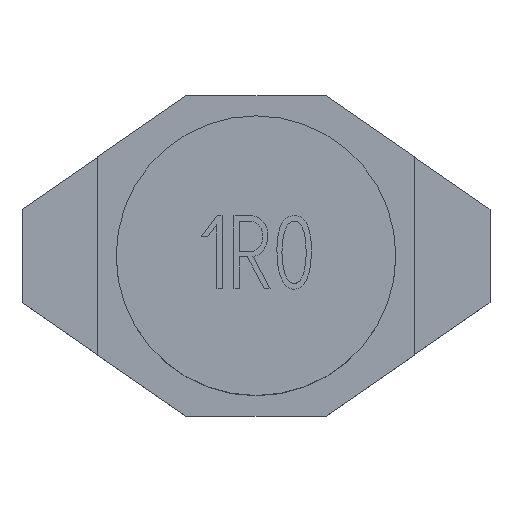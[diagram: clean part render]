
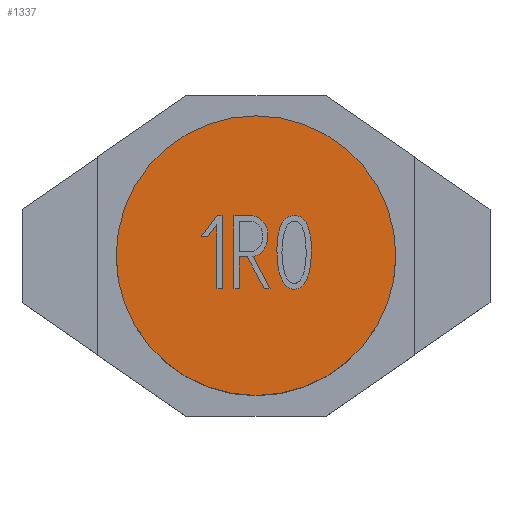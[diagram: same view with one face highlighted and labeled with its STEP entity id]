
A CAD part, top view. The second image highlights one B-rep face of the part: STEP entity #1337.
In plain terms, the highlighted planar face has unit normal (0, 0, 1).
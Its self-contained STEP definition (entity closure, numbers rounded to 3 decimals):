
#38=B_SPLINE_CURVE_WITH_KNOTS('',3,(#4478,#4479,#4480,#4481,#4482,#4483,
#4484,#4485,#4486,#4487,#4488,#4489,#4490,#4491,#4492,#4493,#4494),
 .UNSPECIFIED.,.T.,.F.,(4,3,2,3,2,3,4),(0.,0.127,0.253,
0.373,0.469,0.75,1.),.UNSPECIFIED.);
#42=B_SPLINE_CURVE_WITH_KNOTS('',3,(#4642,#4643,#4644,#4645,#4646,#4647,
#4648,#4649,#4650,#4651,#4652,#4653,#4654,#4655,#4656),.UNSPECIFIED.,.F.,
 .F.,(4,3,3,2,3,4),(0.592,0.655,0.676,
0.768,0.814,0.865),.UNSPECIFIED.);
#54=CIRCLE('',#1403,1.9);
#213=ORIENTED_EDGE('',*,*,#386,.T.);
#214=ORIENTED_EDGE('',*,*,#387,.T.);
#215=ORIENTED_EDGE('',*,*,#388,.T.);
#216=ORIENTED_EDGE('',*,*,#389,.T.);
#217=ORIENTED_EDGE('',*,*,#390,.T.);
#218=ORIENTED_EDGE('',*,*,#391,.T.);
#219=ORIENTED_EDGE('',*,*,#392,.T.);
#220=ORIENTED_EDGE('',*,*,#393,.T.);
#221=ORIENTED_EDGE('',*,*,#394,.F.);
#222=ORIENTED_EDGE('',*,*,#361,.T.);
#223=ORIENTED_EDGE('',*,*,#366,.T.);
#224=ORIENTED_EDGE('',*,*,#370,.T.);
#225=ORIENTED_EDGE('',*,*,#385,.T.);
#226=ORIENTED_EDGE('',*,*,#383,.T.);
#227=ORIENTED_EDGE('',*,*,#381,.T.);
#228=ORIENTED_EDGE('',*,*,#379,.T.);
#229=ORIENTED_EDGE('',*,*,#373,.T.);
#361=EDGE_CURVE('',#465,#465,#38,.T.);
#366=EDGE_CURVE('',#471,#470,#560,.T.);
#370=EDGE_CURVE('',#470,#474,#564,.T.);
#373=EDGE_CURVE('',#476,#471,#567,.T.);
#379=EDGE_CURVE('',#480,#476,#573,.T.);
#381=EDGE_CURVE('',#481,#480,#575,.T.);
#383=EDGE_CURVE('',#482,#481,#577,.T.);
#385=EDGE_CURVE('',#474,#482,#579,.T.);
#386=EDGE_CURVE('',#483,#484,#42,.T.);
#387=EDGE_CURVE('',#484,#485,#580,.T.);
#388=EDGE_CURVE('',#485,#486,#581,.T.);
#389=EDGE_CURVE('',#486,#487,#582,.T.);
#390=EDGE_CURVE('',#487,#488,#583,.T.);
#391=EDGE_CURVE('',#488,#489,#584,.T.);
#392=EDGE_CURVE('',#489,#490,#585,.T.);
#393=EDGE_CURVE('',#490,#483,#586,.T.);
#394=EDGE_CURVE('',#491,#491,#54,.T.);
#465=VERTEX_POINT('',#4495);
#470=VERTEX_POINT('',#4601);
#471=VERTEX_POINT('',#4603);
#474=VERTEX_POINT('',#4610);
#476=VERTEX_POINT('',#4617);
#480=VERTEX_POINT('',#4629);
#481=VERTEX_POINT('',#4633);
#482=VERTEX_POINT('',#4637);
#483=VERTEX_POINT('',#4657);
#484=VERTEX_POINT('',#4658);
#485=VERTEX_POINT('',#4660);
#486=VERTEX_POINT('',#4662);
#487=VERTEX_POINT('',#4664);
#488=VERTEX_POINT('',#4666);
#489=VERTEX_POINT('',#4668);
#490=VERTEX_POINT('',#4670);
#491=VERTEX_POINT('',#4673);
#560=LINE('',#4602,#656);
#564=LINE('',#4611,#660);
#567=LINE('',#4616,#663);
#573=LINE('',#4628,#669);
#575=LINE('',#4632,#671);
#577=LINE('',#4636,#673);
#579=LINE('',#4640,#675);
#580=LINE('',#4659,#676);
#581=LINE('',#4661,#677);
#582=LINE('',#4663,#678);
#583=LINE('',#4665,#679);
#584=LINE('',#4667,#680);
#585=LINE('',#4669,#681);
#586=LINE('',#4671,#682);
#656=VECTOR('',#1528,1000.);
#660=VECTOR('',#1534,1000.);
#663=VECTOR('',#1539,1000.);
#669=VECTOR('',#1549,1000.);
#671=VECTOR('',#1553,1000.);
#673=VECTOR('',#1557,1000.);
#675=VECTOR('',#1561,1000.);
#676=VECTOR('',#1564,1000.);
#677=VECTOR('',#1565,1000.);
#678=VECTOR('',#1566,1000.);
#679=VECTOR('',#1567,1000.);
#680=VECTOR('',#1568,1000.);
#681=VECTOR('',#1569,1000.);
#682=VECTOR('',#1570,1000.);
#747=EDGE_LOOP('',(#213,#214,#215,#216,#217,#218,#219,#220));
#748=EDGE_LOOP('',(#221));
#749=EDGE_LOOP('',(#222));
#750=EDGE_LOOP('',(#223,#224,#225,#226,#227,#228,#229));
#817=FACE_BOUND('',#747,.T.);
#818=FACE_BOUND('',#748,.T.);
#819=FACE_BOUND('',#749,.T.);
#820=FACE_BOUND('',#750,.T.);
#876=PLANE('',#1402);
#1337=ADVANCED_FACE('',(#817,#818,#819,#820),#876,.F.);
#1402=AXIS2_PLACEMENT_3D('',#4641,#1562,#1563);
#1403=AXIS2_PLACEMENT_3D('',#4672,#1571,#1572);
#1528=DIRECTION('',(-1.,0.011,0.));
#1534=DIRECTION('',(0.,1.,0.));
#1539=DIRECTION('',(0.,-1.,0.));
#1549=DIRECTION('',(1.,0.,0.));
#1553=DIRECTION('',(0.604,0.797,0.));
#1557=DIRECTION('',(-1.,0.,0.));
#1561=DIRECTION('',(-0.615,-0.788,0.));
#1562=DIRECTION('',(0.,0.,-1.));
#1563=DIRECTION('',(-1.,0.,0.));
#1564=DIRECTION('',(0.466,-0.885,0.));
#1565=DIRECTION('',(-1.,0.,0.));
#1566=DIRECTION('',(-0.469,0.883,0.));
#1567=DIRECTION('',(-1.,0.,0.));
#1568=DIRECTION('',(0.,-1.,0.));
#1569=DIRECTION('',(-1.,0.,0.));
#1570=DIRECTION('',(0.,1.,0.));
#1571=DIRECTION('',(0.,0.,-1.));
#1572=DIRECTION('',(1.,0.,0.));
#4478=CARTESIAN_POINT('',(0.755,0.047,3.22));
#4479=CARTESIAN_POINT('',(0.755,-0.069,3.22));
#4480=CARTESIAN_POINT('',(0.741,-0.17,3.22));
#4481=CARTESIAN_POINT('',(0.713,-0.258,3.22));
#4482=CARTESIAN_POINT('',(0.672,-0.391,3.22));
#4483=CARTESIAN_POINT('',(0.607,-0.457,3.22));
#4484=CARTESIAN_POINT('',(0.43,-0.457,3.22));
#4485=CARTESIAN_POINT('',(0.366,-0.39,3.22));
#4486=CARTESIAN_POINT('',(0.325,-0.257,3.22));
#4487=CARTESIAN_POINT('',(0.297,-0.167,3.22));
#4488=CARTESIAN_POINT('',(0.283,-0.066,3.22));
#4489=CARTESIAN_POINT('',(0.283,0.378,3.22));
#4490=CARTESIAN_POINT('',(0.362,0.542,3.22));
#4491=CARTESIAN_POINT('',(0.519,0.543,3.22));
#4492=CARTESIAN_POINT('',(0.676,0.544,3.22));
#4493=CARTESIAN_POINT('',(0.755,0.378,3.22));
#4494=CARTESIAN_POINT('',(0.755,0.047,3.22));
#4495=CARTESIAN_POINT('',(0.755,0.047,3.22));
#4601=CARTESIAN_POINT('',(-0.531,-0.45,3.22));
#4602=CARTESIAN_POINT('',(-0.005,-0.456,3.22));
#4603=CARTESIAN_POINT('',(-0.459,-0.451,3.22));
#4610=CARTESIAN_POINT('',(-0.531,0.418,3.22));
#4611=CARTESIAN_POINT('',(-0.531,0.,3.22));
#4616=CARTESIAN_POINT('',(-0.459,0.,3.22));
#4617=CARTESIAN_POINT('',(-0.459,0.543,3.22));
#4628=CARTESIAN_POINT('',(0.,0.543,3.22));
#4629=CARTESIAN_POINT('',(-0.526,0.543,3.22));
#4632=CARTESIAN_POINT('',(-0.595,0.452,3.22));
#4633=CARTESIAN_POINT('',(-0.745,0.254,3.22));
#4636=CARTESIAN_POINT('',(0.,0.254,3.22));
#4637=CARTESIAN_POINT('',(-0.659,0.254,3.22));
#4640=CARTESIAN_POINT('',(-0.533,0.416,3.22));
#4641=CARTESIAN_POINT('',(0.,0.,3.22));
#4642=CARTESIAN_POINT('',(-0.299,0.541,3.22));
#4643=CARTESIAN_POINT('',(-0.222,0.541,3.22));
#4644=CARTESIAN_POINT('',(-0.145,0.541,3.22));
#4645=CARTESIAN_POINT('',(-0.068,0.541,3.22));
#4646=CARTESIAN_POINT('',(-0.042,0.541,3.22));
#4647=CARTESIAN_POINT('',(-0.016,0.536,3.22));
#4648=CARTESIAN_POINT('',(0.008,0.525,3.22));
#4649=CARTESIAN_POINT('',(0.111,0.48,3.22));
#4650=CARTESIAN_POINT('',(0.163,0.396,3.22));
#4651=CARTESIAN_POINT('',(0.163,0.204,3.22));
#4652=CARTESIAN_POINT('',(0.145,0.145,3.22));
#4653=CARTESIAN_POINT('',(0.109,0.092,3.22));
#4654=CARTESIAN_POINT('',(0.069,0.033,3.22));
#4655=CARTESIAN_POINT('',(0.02,-0.001,3.22));
#4656=CARTESIAN_POINT('',(-0.041,-0.009,3.22));
#4657=CARTESIAN_POINT('',(-0.299,0.541,3.22));
#4658=CARTESIAN_POINT('',(-0.041,-0.009,3.22));
#4659=CARTESIAN_POINT('',(-0.036,-0.019,3.22));
#4660=CARTESIAN_POINT('',(0.191,-0.448,3.22));
#4661=CARTESIAN_POINT('',(0.,-0.448,3.22));
#4662=CARTESIAN_POINT('',(0.112,-0.448,3.22));
#4663=CARTESIAN_POINT('',(-0.099,-0.052,3.22));
#4664=CARTESIAN_POINT('',(-0.119,-0.014,3.22));
#4665=CARTESIAN_POINT('',(0.,-0.014,3.22));
#4666=CARTESIAN_POINT('',(-0.228,-0.014,3.22));
#4667=CARTESIAN_POINT('',(-0.228,0.,3.22));
#4668=CARTESIAN_POINT('',(-0.228,-0.448,3.22));
#4669=CARTESIAN_POINT('',(0.,-0.448,3.22));
#4670=CARTESIAN_POINT('',(-0.299,-0.448,3.22));
#4671=CARTESIAN_POINT('',(-0.299,0.,3.22));
#4672=CARTESIAN_POINT('',(0.,0.,3.22));
#4673=CARTESIAN_POINT('',(1.9,0.,3.22));
